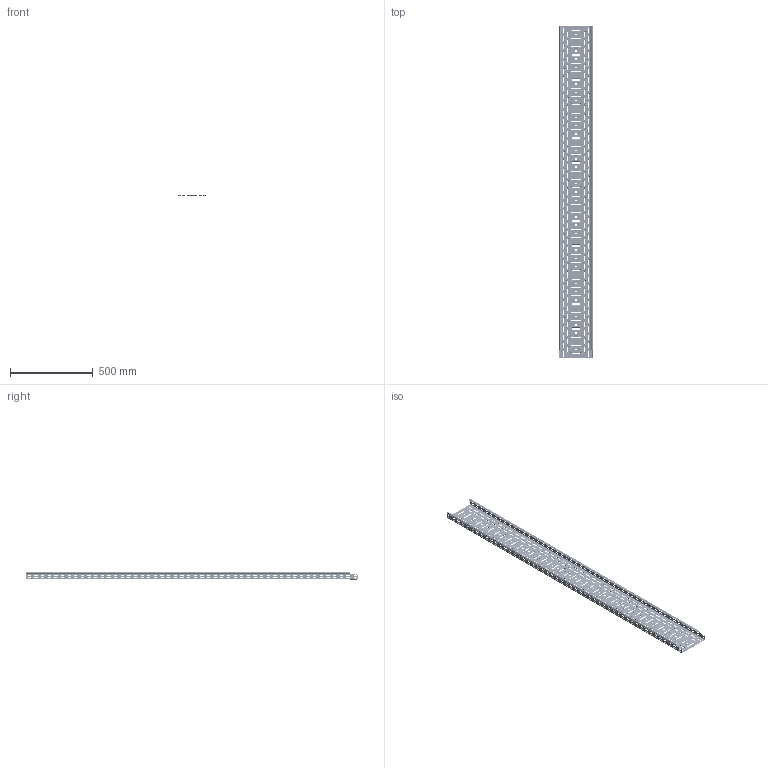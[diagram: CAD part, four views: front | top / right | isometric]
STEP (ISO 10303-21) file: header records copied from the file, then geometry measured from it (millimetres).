
FILE_DESCRIPTION(/* description */ (''),/* implementation_level */ '2;1');
FILE_NAME(/* name */ 'KGR200H42_2.stp',/* time_stamp */ '2020-03-25T07:54:51+01:00',/* author */ ('stanislaw.luczak'),/* organization */ (''),/* preprocessor_version */ 'ST-DEVELOPER v18',/* originating_system */ 'Autodesk Inventor 2020',/* authorisation */ '');
FILE_SCHEMA (('AUTOMOTIVE_DESIGN { 1 0 10303 214 3 1 1 }'));
Products named in the file (1): KGR200H42_2
Bounding box: 201 x 2000 x 43.09 mm (x, y, z)
Volume: 271915.5 mm3; surface area: 1103602.7 mm2
Topology: 1 solids, 1 shells, 8015 faces, 19235 edges, 11730 vertices
Faces by surface type: plane 2866, cylinder 2733, torus 1592, cone 792, bspline 32
Full cylindrical faces by diameter (mm): 11 x29
Entity records: 235089 total; most frequent: DIRECTION 43803, CARTESIAN_POINT 40601, ORIENTED_EDGE 38470, EDGE_CURVE 19235, AXIS2_PLACEMENT_3D 16624, VERTEX_POINT 11730, LINE 10555, VECTOR 10555
